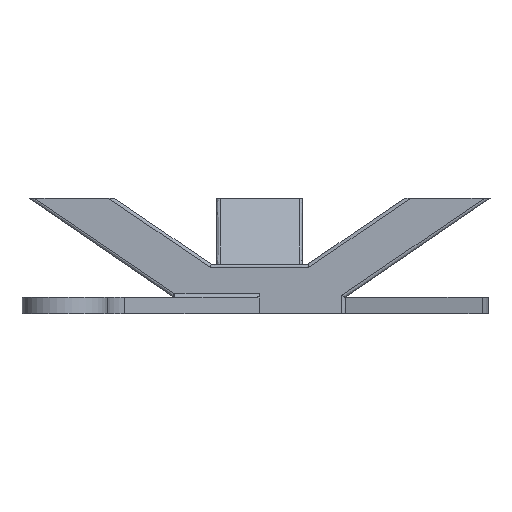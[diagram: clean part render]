
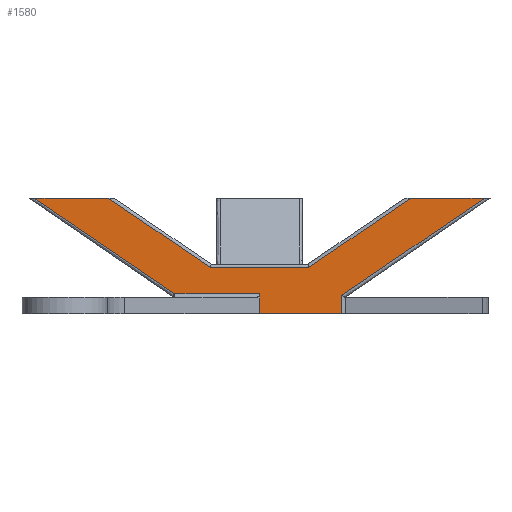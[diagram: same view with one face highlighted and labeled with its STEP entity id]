
A CAD part, left-side view. The second image highlights one B-rep face of the part: STEP entity #1580.
In plain terms, the highlighted planar face has unit normal (-1, 0, 0).
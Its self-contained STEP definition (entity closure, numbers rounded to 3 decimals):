
#32=PLANE('',#1680);
#112=FACE_OUTER_BOUND('',#203,.T.);
#203=EDGE_LOOP('',(#1155,#1156,#1157,#1158,#1159,#1160,#1161,#1162,#1163,
#1164,#1165));
#414=LINE('',#3051,#554);
#415=LINE('',#3152,#555);
#417=LINE('',#3169,#557);
#418=LINE('',#3171,#558);
#419=LINE('',#3173,#559);
#420=LINE('',#3175,#560);
#421=LINE('',#3177,#561);
#422=LINE('',#3179,#562);
#423=LINE('',#3181,#563);
#424=LINE('',#3183,#564);
#425=LINE('',#3184,#565);
#554=VECTOR('',#1836,10.);
#555=VECTOR('',#1837,10.);
#557=VECTOR('',#1841,10.);
#558=VECTOR('',#1842,10.);
#559=VECTOR('',#1843,10.);
#560=VECTOR('',#1844,10.);
#561=VECTOR('',#1845,10.);
#562=VECTOR('',#1846,10.);
#563=VECTOR('',#1847,10.);
#564=VECTOR('',#1848,10.);
#565=VECTOR('',#1849,10.);
#712=VERTEX_POINT('',#3044);
#715=VERTEX_POINT('',#3049);
#720=VERTEX_POINT('',#3151);
#722=VERTEX_POINT('',#3168);
#723=VERTEX_POINT('',#3170);
#724=VERTEX_POINT('',#3172);
#725=VERTEX_POINT('',#3174);
#726=VERTEX_POINT('',#3176);
#727=VERTEX_POINT('',#3178);
#728=VERTEX_POINT('',#3180);
#729=VERTEX_POINT('',#3182);
#884=EDGE_CURVE('',#715,#712,#414,.T.);
#890=EDGE_CURVE('',#712,#720,#415,.T.);
#893=EDGE_CURVE('',#715,#722,#417,.T.);
#894=EDGE_CURVE('',#723,#722,#418,.T.);
#895=EDGE_CURVE('',#724,#723,#419,.T.);
#896=EDGE_CURVE('',#725,#724,#420,.T.);
#897=EDGE_CURVE('',#726,#725,#421,.T.);
#898=EDGE_CURVE('',#727,#726,#422,.T.);
#899=EDGE_CURVE('',#728,#727,#423,.T.);
#900=EDGE_CURVE('',#729,#728,#424,.T.);
#901=EDGE_CURVE('',#729,#720,#425,.T.);
#1155=ORIENTED_EDGE('',*,*,#884,.F.);
#1156=ORIENTED_EDGE('',*,*,#893,.T.);
#1157=ORIENTED_EDGE('',*,*,#894,.F.);
#1158=ORIENTED_EDGE('',*,*,#895,.F.);
#1159=ORIENTED_EDGE('',*,*,#896,.F.);
#1160=ORIENTED_EDGE('',*,*,#897,.F.);
#1161=ORIENTED_EDGE('',*,*,#898,.F.);
#1162=ORIENTED_EDGE('',*,*,#899,.F.);
#1163=ORIENTED_EDGE('',*,*,#900,.F.);
#1164=ORIENTED_EDGE('',*,*,#901,.T.);
#1165=ORIENTED_EDGE('',*,*,#890,.F.);
#1580=ADVANCED_FACE('',(#112),#32,.F.);
#1680=AXIS2_PLACEMENT_3D('',#3167,#1839,#1840);
#1836=DIRECTION('',(0.,1.,0.));
#1837=DIRECTION('',(0.,0.826,0.563));
#1839=DIRECTION('center_axis',(1.,0.,0.));
#1840=DIRECTION('ref_axis',(0.,0.,-1.));
#1841=DIRECTION('',(0.,0.,-1.));
#1842=DIRECTION('',(0.,1.,0.));
#1843=DIRECTION('',(0.,0.,-1.));
#1844=DIRECTION('',(0.,0.826,-0.563));
#1845=DIRECTION('',(0.,-1.,0.));
#1846=DIRECTION('',(0.,-0.826,0.563));
#1847=DIRECTION('',(0.,-1.,0.));
#1848=DIRECTION('',(0.,-0.826,-0.563));
#1849=DIRECTION('',(0.,1.,0.));
#3044=CARTESIAN_POINT('',(-62.995,41.096,0.5));
#3049=CARTESIAN_POINT('',(-62.995,28.25,0.5));
#3051=CARTESIAN_POINT('',(-62.995,28.58,0.5));
#3151=CARTESIAN_POINT('',(-62.995,62.362,15.));
#3152=CARTESIAN_POINT('',(-62.995,36.531,-2.612));
#3167=CARTESIAN_POINT('Origin',(-62.995,28.25,0.));
#3168=CARTESIAN_POINT('',(-62.995,28.25,-2.5));
#3169=CARTESIAN_POINT('',(-62.995,28.25,0.));
#3170=CARTESIAN_POINT('',(-62.995,15.75,-2.5));
#3171=CARTESIAN_POINT('',(-62.995,15.25,-2.5));
#3172=CARTESIAN_POINT('',(-62.995,15.75,0.264));
#3173=CARTESIAN_POINT('',(-62.995,15.75,0.));
#3174=CARTESIAN_POINT('',(-62.995,-5.862,15.));
#3175=CARTESIAN_POINT('',(-62.995,19.969,-2.612));
#3176=CARTESIAN_POINT('',(-62.995,5.362,15.));
#3177=CARTESIAN_POINT('',(-62.995,-6.75,15.));
#3178=CARTESIAN_POINT('',(-62.995,20.762,4.5));
#3179=CARTESIAN_POINT('',(-62.995,27.968,-0.413));
#3180=CARTESIAN_POINT('',(-62.995,35.738,4.5));
#3181=CARTESIAN_POINT('',(-62.995,28.25,4.5));
#3182=CARTESIAN_POINT('',(-62.995,51.138,15.));
#3183=CARTESIAN_POINT('',(-62.995,28.532,-0.413));
#3184=CARTESIAN_POINT('',(-62.995,63.25,15.));
